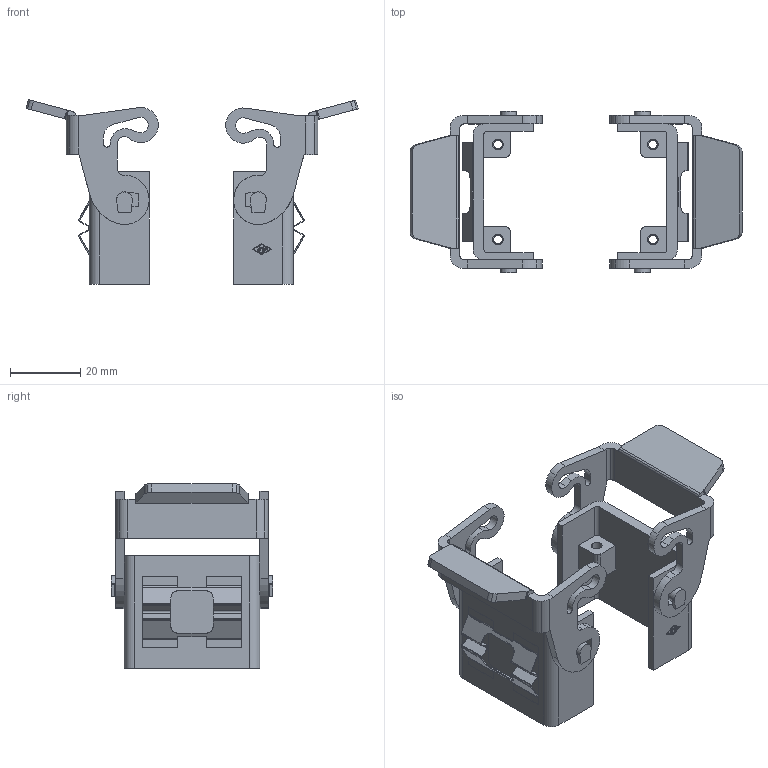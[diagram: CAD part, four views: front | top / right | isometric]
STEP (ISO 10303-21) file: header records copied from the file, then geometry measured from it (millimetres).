
FILE_DESCRIPTION((''),'2;1');
FILE_NAME('COB TCQ .stp','2007-01-02T17:33:51',('gembarski'),(''),'Autodesk Inventor 7','Autodesk Inventor 7','');
FILE_SCHEMA(('AUTOMOTIVE_DESIGN { 1 0 10303 214 1 1 1 1 }'));
Length unit declared in the file: millimetre
Products named in the file (1): Einsatzhalter für die Ausschnittmontage
Bounding box: 94.3 x 46 x 52.48 mm (x, y, z)
Volume: 20601.1 mm3; surface area: 20042.3 mm2
Topology: 3 solids, 3 shells, 493 faces, 1417 edges, 898 vertices
Faces by surface type: plane 182, bspline 174, cylinder 137
Entity records: 17080 total; most frequent: CARTESIAN_POINT 4269, ORIENTED_EDGE 2834, DIRECTION 2497, EDGE_CURVE 1417, VECTOR 977, LINE 977, VERTEX_POINT 898, AXIS2_PLACEMENT_3D 760
